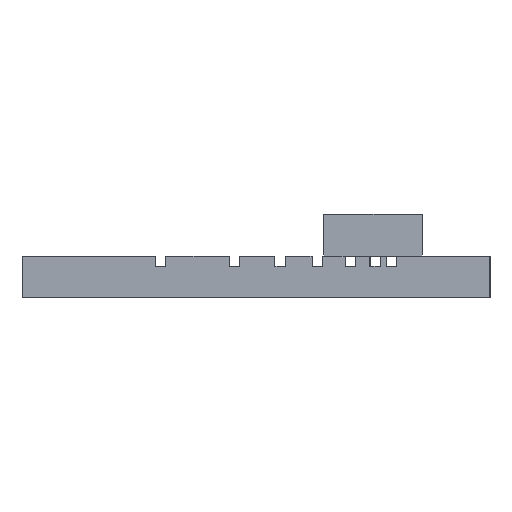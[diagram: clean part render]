
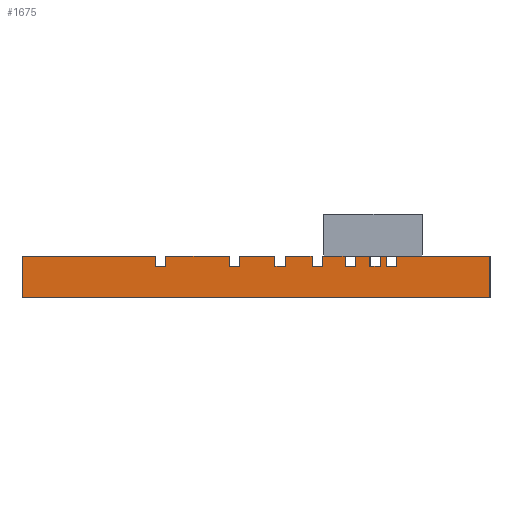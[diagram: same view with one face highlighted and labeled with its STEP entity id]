
A CAD part, left-side view. The second image highlights one B-rep face of the part: STEP entity #1675.
In plain terms, the highlighted planar face has unit normal (-1, 0, 0).
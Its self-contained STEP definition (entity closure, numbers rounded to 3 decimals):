
#80=FACE_OUTER_BOUND('',#164,.T.);
#164=EDGE_LOOP('',(#1238,#1239,#1240,#1241,#1242,#1243,#1244,#1245,#1246,
#1247,#1248,#1249,#1250,#1251,#1252,#1253,#1254,#1255,#1256,#1257,#1258,
#1259,#1260,#1261,#1262,#1263,#1264,#1265,#1266,#1267,#1268,#1269));
#212=LINE('',#2263,#441);
#214=LINE('',#2269,#443);
#217=LINE('',#2274,#446);
#222=LINE('',#2284,#451);
#224=LINE('',#2290,#453);
#227=LINE('',#2295,#456);
#232=LINE('',#2305,#461);
#234=LINE('',#2311,#463);
#237=LINE('',#2316,#466);
#242=LINE('',#2326,#471);
#244=LINE('',#2332,#473);
#247=LINE('',#2337,#476);
#252=LINE('',#2347,#481);
#254=LINE('',#2353,#483);
#257=LINE('',#2358,#486);
#262=LINE('',#2368,#491);
#264=LINE('',#2374,#493);
#267=LINE('',#2379,#496);
#272=LINE('',#2389,#501);
#274=LINE('',#2395,#503);
#277=LINE('',#2400,#506);
#349=LINE('',#2550,#578);
#350=LINE('',#2551,#579);
#351=LINE('',#2552,#580);
#352=LINE('',#2553,#581);
#353=LINE('',#2554,#582);
#354=LINE('',#2556,#583);
#355=LINE('',#2558,#584);
#356=LINE('',#2560,#585);
#357=LINE('',#2562,#586);
#358=LINE('',#2563,#587);
#359=LINE('',#2564,#588);
#441=VECTOR('',#1836,10.);
#443=VECTOR('',#1840,10.);
#446=VECTOR('',#1845,10.);
#451=VECTOR('',#1852,10.);
#453=VECTOR('',#1856,10.);
#456=VECTOR('',#1861,10.);
#461=VECTOR('',#1868,10.);
#463=VECTOR('',#1872,10.);
#466=VECTOR('',#1877,10.);
#471=VECTOR('',#1884,10.);
#473=VECTOR('',#1888,10.);
#476=VECTOR('',#1893,10.);
#481=VECTOR('',#1900,10.);
#483=VECTOR('',#1904,10.);
#486=VECTOR('',#1909,10.);
#491=VECTOR('',#1916,10.);
#493=VECTOR('',#1920,10.);
#496=VECTOR('',#1925,10.);
#501=VECTOR('',#1932,10.);
#503=VECTOR('',#1936,10.);
#506=VECTOR('',#1941,10.);
#578=VECTOR('',#2057,10.);
#579=VECTOR('',#2058,10.);
#580=VECTOR('',#2059,10.);
#581=VECTOR('',#2060,10.);
#582=VECTOR('',#2061,10.);
#583=VECTOR('',#2062,10.);
#584=VECTOR('',#2063,10.);
#585=VECTOR('',#2064,10.);
#586=VECTOR('',#2065,10.);
#587=VECTOR('',#2066,10.);
#588=VECTOR('',#2067,10.);
#668=VERTEX_POINT('',#2257);
#670=VERTEX_POINT('',#2261);
#671=VERTEX_POINT('',#2265);
#673=VERTEX_POINT('',#2268);
#676=VERTEX_POINT('',#2278);
#678=VERTEX_POINT('',#2282);
#679=VERTEX_POINT('',#2286);
#681=VERTEX_POINT('',#2289);
#684=VERTEX_POINT('',#2299);
#686=VERTEX_POINT('',#2303);
#687=VERTEX_POINT('',#2307);
#689=VERTEX_POINT('',#2310);
#692=VERTEX_POINT('',#2320);
#694=VERTEX_POINT('',#2324);
#695=VERTEX_POINT('',#2328);
#697=VERTEX_POINT('',#2331);
#700=VERTEX_POINT('',#2341);
#702=VERTEX_POINT('',#2345);
#703=VERTEX_POINT('',#2349);
#705=VERTEX_POINT('',#2352);
#708=VERTEX_POINT('',#2362);
#710=VERTEX_POINT('',#2366);
#711=VERTEX_POINT('',#2370);
#713=VERTEX_POINT('',#2373);
#716=VERTEX_POINT('',#2383);
#718=VERTEX_POINT('',#2387);
#719=VERTEX_POINT('',#2391);
#721=VERTEX_POINT('',#2394);
#779=VERTEX_POINT('',#2555);
#780=VERTEX_POINT('',#2557);
#781=VERTEX_POINT('',#2559);
#782=VERTEX_POINT('',#2561);
#831=EDGE_CURVE('',#668,#670,#212,.T.);
#833=EDGE_CURVE('',#673,#671,#214,.T.);
#836=EDGE_CURVE('',#670,#673,#217,.T.);
#841=EDGE_CURVE('',#676,#678,#222,.T.);
#843=EDGE_CURVE('',#681,#679,#224,.T.);
#846=EDGE_CURVE('',#678,#681,#227,.T.);
#851=EDGE_CURVE('',#684,#686,#232,.T.);
#853=EDGE_CURVE('',#689,#687,#234,.T.);
#856=EDGE_CURVE('',#686,#689,#237,.T.);
#861=EDGE_CURVE('',#692,#694,#242,.T.);
#863=EDGE_CURVE('',#697,#695,#244,.T.);
#866=EDGE_CURVE('',#694,#697,#247,.T.);
#871=EDGE_CURVE('',#700,#702,#252,.T.);
#873=EDGE_CURVE('',#705,#703,#254,.T.);
#876=EDGE_CURVE('',#702,#705,#257,.T.);
#881=EDGE_CURVE('',#708,#710,#262,.T.);
#883=EDGE_CURVE('',#713,#711,#264,.T.);
#886=EDGE_CURVE('',#710,#713,#267,.T.);
#891=EDGE_CURVE('',#716,#718,#272,.T.);
#893=EDGE_CURVE('',#721,#719,#274,.T.);
#896=EDGE_CURVE('',#718,#721,#277,.T.);
#968=EDGE_CURVE('',#708,#671,#349,.T.);
#969=EDGE_CURVE('',#676,#711,#350,.T.);
#970=EDGE_CURVE('',#700,#679,#351,.T.);
#971=EDGE_CURVE('',#684,#703,#352,.T.);
#972=EDGE_CURVE('',#692,#687,#353,.T.);
#973=EDGE_CURVE('',#779,#695,#354,.T.);
#974=EDGE_CURVE('',#780,#779,#355,.T.);
#975=EDGE_CURVE('',#780,#781,#356,.T.);
#976=EDGE_CURVE('',#781,#782,#357,.T.);
#977=EDGE_CURVE('',#716,#782,#358,.T.);
#978=EDGE_CURVE('',#668,#719,#359,.T.);
#1238=ORIENTED_EDGE('',*,*,#831,.T.);
#1239=ORIENTED_EDGE('',*,*,#836,.T.);
#1240=ORIENTED_EDGE('',*,*,#833,.T.);
#1241=ORIENTED_EDGE('',*,*,#968,.F.);
#1242=ORIENTED_EDGE('',*,*,#881,.T.);
#1243=ORIENTED_EDGE('',*,*,#886,.T.);
#1244=ORIENTED_EDGE('',*,*,#883,.T.);
#1245=ORIENTED_EDGE('',*,*,#969,.F.);
#1246=ORIENTED_EDGE('',*,*,#841,.T.);
#1247=ORIENTED_EDGE('',*,*,#846,.T.);
#1248=ORIENTED_EDGE('',*,*,#843,.T.);
#1249=ORIENTED_EDGE('',*,*,#970,.F.);
#1250=ORIENTED_EDGE('',*,*,#871,.T.);
#1251=ORIENTED_EDGE('',*,*,#876,.T.);
#1252=ORIENTED_EDGE('',*,*,#873,.T.);
#1253=ORIENTED_EDGE('',*,*,#971,.F.);
#1254=ORIENTED_EDGE('',*,*,#851,.T.);
#1255=ORIENTED_EDGE('',*,*,#856,.T.);
#1256=ORIENTED_EDGE('',*,*,#853,.T.);
#1257=ORIENTED_EDGE('',*,*,#972,.F.);
#1258=ORIENTED_EDGE('',*,*,#861,.T.);
#1259=ORIENTED_EDGE('',*,*,#866,.T.);
#1260=ORIENTED_EDGE('',*,*,#863,.T.);
#1261=ORIENTED_EDGE('',*,*,#973,.F.);
#1262=ORIENTED_EDGE('',*,*,#974,.F.);
#1263=ORIENTED_EDGE('',*,*,#975,.T.);
#1264=ORIENTED_EDGE('',*,*,#976,.T.);
#1265=ORIENTED_EDGE('',*,*,#977,.F.);
#1266=ORIENTED_EDGE('',*,*,#891,.T.);
#1267=ORIENTED_EDGE('',*,*,#896,.T.);
#1268=ORIENTED_EDGE('',*,*,#893,.T.);
#1269=ORIENTED_EDGE('',*,*,#978,.F.);
#1596=PLANE('',#1774);
#1675=ADVANCED_FACE('',(#80),#1596,.T.);
#1774=AXIS2_PLACEMENT_3D('',#2549,#2055,#2056);
#1836=DIRECTION('',(0.,0.,-1.));
#1840=DIRECTION('',(0.,0.,1.));
#1845=DIRECTION('',(0.,1.,0.));
#1852=DIRECTION('',(0.,0.,-1.));
#1856=DIRECTION('',(0.,0.,1.));
#1861=DIRECTION('',(0.,1.,0.));
#1868=DIRECTION('',(0.,0.,-1.));
#1872=DIRECTION('',(0.,0.,1.));
#1877=DIRECTION('',(0.,1.,0.));
#1884=DIRECTION('',(0.,0.,-1.));
#1888=DIRECTION('',(0.,0.,1.));
#1893=DIRECTION('',(0.,1.,0.));
#1900=DIRECTION('',(0.,0.,-1.));
#1904=DIRECTION('',(0.,0.,1.));
#1909=DIRECTION('',(0.,1.,0.));
#1916=DIRECTION('',(0.,0.,-1.));
#1920=DIRECTION('',(0.,0.,1.));
#1925=DIRECTION('',(0.,1.,0.));
#1932=DIRECTION('',(0.,0.,-1.));
#1936=DIRECTION('',(0.,0.,1.));
#1941=DIRECTION('',(0.,1.,0.));
#2055=DIRECTION('center_axis',(-1.,0.,0.));
#2056=DIRECTION('ref_axis',(0.,-1.,0.));
#2057=DIRECTION('',(0.,-1.,0.));
#2058=DIRECTION('',(0.,-1.,0.));
#2059=DIRECTION('',(0.,-1.,0.));
#2060=DIRECTION('',(0.,-1.,0.));
#2061=DIRECTION('',(0.,-1.,0.));
#2062=DIRECTION('',(0.,-1.,0.));
#2063=DIRECTION('',(0.,0.,1.));
#2064=DIRECTION('',(0.,-1.,0.));
#2065=DIRECTION('',(0.,0.,1.));
#2066=DIRECTION('',(0.,-1.,0.));
#2067=DIRECTION('',(0.,-1.,0.));
#2257=CARTESIAN_POINT('',(0.,21.11,8.));
#2261=CARTESIAN_POINT('',(0.,21.11,6.));
#2263=CARTESIAN_POINT('',(0.,21.11,4.));
#2265=CARTESIAN_POINT('',(0.,23.11,8.));
#2268=CARTESIAN_POINT('',(0.,23.11,6.));
#2269=CARTESIAN_POINT('',(0.,23.11,4.));
#2274=CARTESIAN_POINT('',(0.,56.055,6.));
#2278=CARTESIAN_POINT('',(0.,32.22,8.));
#2282=CARTESIAN_POINT('',(0.,32.22,6.));
#2284=CARTESIAN_POINT('',(0.,32.22,4.));
#2286=CARTESIAN_POINT('',(0.,34.22,8.));
#2289=CARTESIAN_POINT('',(0.,34.22,6.));
#2290=CARTESIAN_POINT('',(0.,34.22,4.));
#2295=CARTESIAN_POINT('',(0.,61.61,6.));
#2299=CARTESIAN_POINT('',(0.,48.1,8.));
#2303=CARTESIAN_POINT('',(0.,48.1,6.));
#2305=CARTESIAN_POINT('',(0.,48.1,4.));
#2307=CARTESIAN_POINT('',(0.,50.1,8.));
#2310=CARTESIAN_POINT('',(0.,50.1,6.));
#2311=CARTESIAN_POINT('',(0.,50.1,4.));
#2316=CARTESIAN_POINT('',(0.,69.55,6.));
#2320=CARTESIAN_POINT('',(0.,62.38,8.));
#2324=CARTESIAN_POINT('',(0.,62.38,6.));
#2326=CARTESIAN_POINT('',(0.,62.38,4.));
#2328=CARTESIAN_POINT('',(0.,64.38,8.));
#2331=CARTESIAN_POINT('',(0.,64.38,6.));
#2332=CARTESIAN_POINT('',(0.,64.38,4.));
#2337=CARTESIAN_POINT('',(0.,76.69,6.));
#2341=CARTESIAN_POINT('',(0.,39.36,8.));
#2345=CARTESIAN_POINT('',(0.,39.36,6.));
#2347=CARTESIAN_POINT('',(0.,39.36,4.));
#2349=CARTESIAN_POINT('',(0.,41.36,8.));
#2352=CARTESIAN_POINT('',(0.,41.36,6.));
#2353=CARTESIAN_POINT('',(0.,41.36,4.));
#2358=CARTESIAN_POINT('',(0.,65.18,6.));
#2362=CARTESIAN_POINT('',(0.,25.87,8.));
#2366=CARTESIAN_POINT('',(0.,25.87,6.));
#2368=CARTESIAN_POINT('',(0.,25.87,4.));
#2370=CARTESIAN_POINT('',(0.,27.87,8.));
#2373=CARTESIAN_POINT('',(0.,27.87,6.));
#2374=CARTESIAN_POINT('',(0.,27.87,4.));
#2379=CARTESIAN_POINT('',(0.,58.435,6.));
#2383=CARTESIAN_POINT('',(0.,17.93,8.));
#2387=CARTESIAN_POINT('',(0.,17.93,6.));
#2389=CARTESIAN_POINT('',(0.,17.93,4.));
#2391=CARTESIAN_POINT('',(0.,19.93,8.));
#2394=CARTESIAN_POINT('',(0.,19.93,6.));
#2395=CARTESIAN_POINT('',(0.,19.93,4.));
#2400=CARTESIAN_POINT('',(0.,54.465,6.));
#2549=CARTESIAN_POINT('Origin',(0.,90.,0.));
#2550=CARTESIAN_POINT('',(0.,90.,8.));
#2551=CARTESIAN_POINT('',(0.,90.,8.));
#2552=CARTESIAN_POINT('',(0.,90.,8.));
#2553=CARTESIAN_POINT('',(0.,90.,8.));
#2554=CARTESIAN_POINT('',(0.,90.,8.));
#2555=CARTESIAN_POINT('',(0.,90.,8.));
#2556=CARTESIAN_POINT('',(0.,90.,8.));
#2557=CARTESIAN_POINT('',(0.,90.,0.));
#2558=CARTESIAN_POINT('',(0.,90.,0.));
#2559=CARTESIAN_POINT('',(0.,0.,0.));
#2560=CARTESIAN_POINT('',(0.,90.,0.));
#2561=CARTESIAN_POINT('',(0.,0.,8.));
#2562=CARTESIAN_POINT('',(0.,0.,0.));
#2563=CARTESIAN_POINT('',(0.,90.,8.));
#2564=CARTESIAN_POINT('',(0.,90.,8.));
